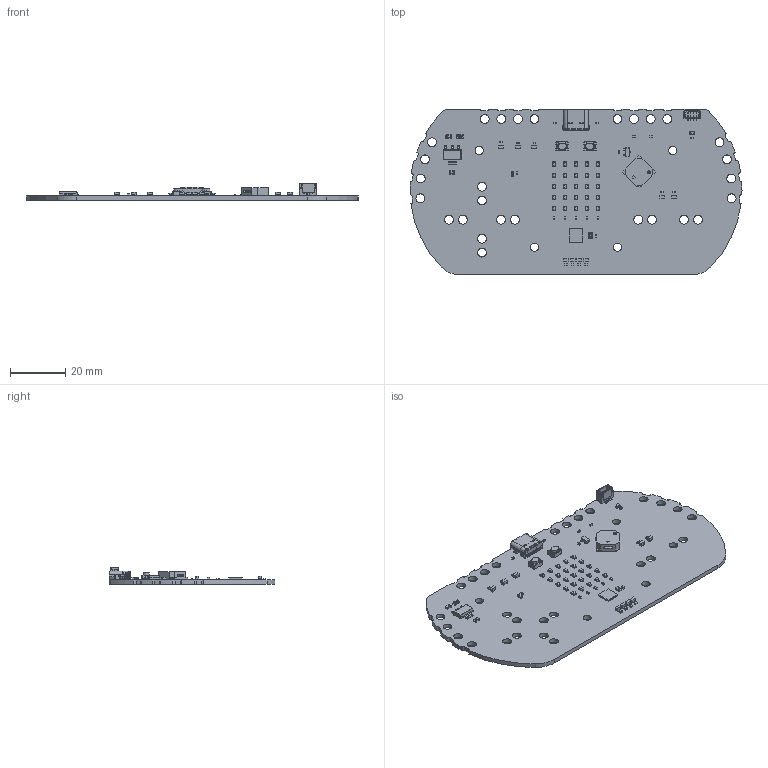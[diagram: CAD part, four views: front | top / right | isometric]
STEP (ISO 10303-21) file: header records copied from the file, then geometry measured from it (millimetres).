
FILE_DESCRIPTION(('Open CASCADE Model'),'2;1');
FILE_NAME('Open CASCADE Shape Model','2025-06-02T07:42:20',('Author'),( 'Open CASCADE'),'Open CASCADE STEP processor 7.5','Open CASCADE 7.5' ,'Unknown');
FILE_SCHEMA(('AUTOMOTIVE_DESIGN { 1 0 10303 214 1 1 1 1 }'));
Length unit declared in the file: millimetre
Products named in the file (124): PCB; Board; Open CASCADE STEP translator 7.5 3.1.1; T1; SOT-23; R15; 6283745024; Extruded; 6283746464; BUZZER; BuzzerSmall; STAT1; 0603 LED Green; Solid1; Solid4; R3; 6283745184; 6283743824; C11; C0603; 6283742144; C10; C9; C8; C6; R14; LIGHT1; User Library-LTST-C190TBKT; User Library-LTST-C190TBKT_Pad; User Library-LTST-C190TBKT_Pad005; User Library-LTST-C190TBKT_Pad001; User Library-LTST-C190TBKT_Pad004; User Library-LTST-C190TBKT_Pad003; User Library-LTST-C190TBKT_Lens; C5; D25; 0603 LED Red; Pad; Pad005; Pad001 ...
Assembly tree (226 placements, depth 4):
  PCB
    Board
      Open CASCADE STEP translator 7.5 3.1.1
    T1
      SOT-23
    R15
      6283745024  x2
        Extruded
      6283746464
        Extruded
    BUZZER
      BuzzerSmall
    STAT1
      0603 LED Green
        Solid1
        Solid4
        Solid1
        Solid1
        Solid4
        Solid1
        Solid1
        Solid1
    R3
      6283745184  x2
        Extruded
      6283743824
        Extruded
    C11
      C0603
      6283742144
        Extruded
    C10
      C0603
      6283742144
        Extruded
    C9
      C0603
      6283742144
        Extruded
    C8
      C0603
      6283742144
        Extruded
    C6
      C0603
      6283742144
        Extruded
    R14
      6283745024  x2
        Extruded
      6283746464
        Extruded
    LIGHT1
      User Library-LTST-C190TBKT
        User Library-LTST-C190TBKT_Pad
        User Library-LTST-C190TBKT_Pad005
        User Library-LTST-C190TBKT_Pad001
        User Library-LTST-C190TBKT_Pad004
        User Library-LTST-C190TBKT_Pad003
        User Library-LTST-C190TBKT_Lens
Bounding box: 120.01 x 60 x 6.02 mm (x, y, z)
Volume: 10762.6 mm3; surface area: 16024.8 mm2
Topology: 367 solids, 379 shells, 6334 faces, 17291 edges, 13076 vertices
Faces by surface type: plane 4498, cylinder 1493, bspline 209, sphere 80, cone 38, torus 16
Full cylindrical faces by diameter (mm): 0.3 x12, 0.5 x8, 0.65 x2, 1.149 x1, 3 x4, 3.2 x28
Entity records: 150444 total; most frequent: CARTESIAN_POINT 29341, DIRECTION 20006, ORIENTED_EDGE 19424, EDGE_CURVE 9712, LINE 8726, VECTOR 8726, VERTEX_POINT 6314, AXIS2_PLACEMENT_3D 5640
